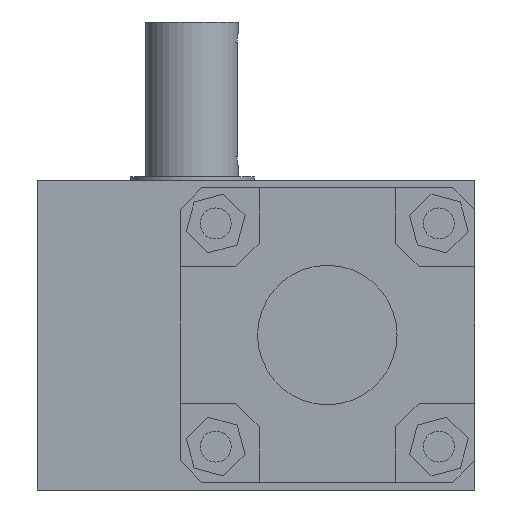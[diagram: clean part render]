
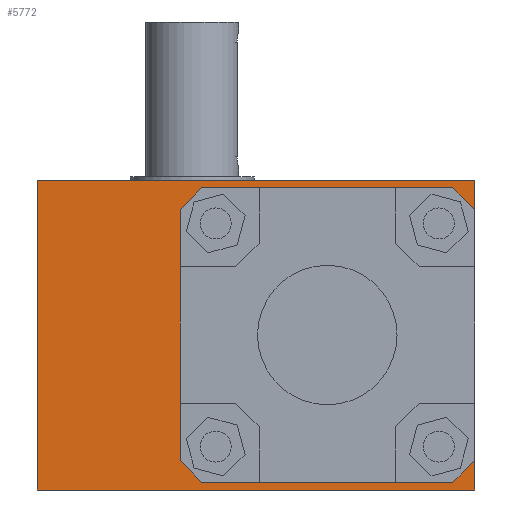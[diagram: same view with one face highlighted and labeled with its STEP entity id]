
A CAD part, left-side view. The second image highlights one B-rep face of the part: STEP entity #5772.
In plain terms, the highlighted planar face has unit normal (-1, 0, 0).
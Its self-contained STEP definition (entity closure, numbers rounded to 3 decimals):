
#222=ORIENTED_EDGE('',*,*,#1271,.T.);
#223=ORIENTED_EDGE('',*,*,#1314,.F.);
#224=ORIENTED_EDGE('',*,*,#1319,.T.);
#225=ORIENTED_EDGE('',*,*,#1280,.F.);
#226=ORIENTED_EDGE('',*,*,#1320,.T.);
#227=ORIENTED_EDGE('',*,*,#1321,.T.);
#228=ORIENTED_EDGE('',*,*,#1322,.T.);
#229=ORIENTED_EDGE('',*,*,#1323,.T.);
#230=ORIENTED_EDGE('',*,*,#1324,.T.);
#231=ORIENTED_EDGE('',*,*,#1325,.T.);
#232=ORIENTED_EDGE('',*,*,#1326,.T.);
#233=ORIENTED_EDGE('',*,*,#1327,.T.);
#234=ORIENTED_EDGE('',*,*,#1328,.T.);
#235=ORIENTED_EDGE('',*,*,#1329,.T.);
#236=ORIENTED_EDGE('',*,*,#1330,.T.);
#237=ORIENTED_EDGE('',*,*,#1331,.T.);
#238=ORIENTED_EDGE('',*,*,#1332,.T.);
#239=ORIENTED_EDGE('',*,*,#1333,.T.);
#240=ORIENTED_EDGE('',*,*,#1334,.T.);
#241=ORIENTED_EDGE('',*,*,#1335,.T.);
#242=ORIENTED_EDGE('',*,*,#1336,.T.);
#243=ORIENTED_EDGE('',*,*,#1337,.T.);
#244=ORIENTED_EDGE('',*,*,#1338,.T.);
#245=ORIENTED_EDGE('',*,*,#1339,.T.);
#246=ORIENTED_EDGE('',*,*,#1340,.T.);
#247=ORIENTED_EDGE('',*,*,#1341,.T.);
#248=ORIENTED_EDGE('',*,*,#1342,.T.);
#249=ORIENTED_EDGE('',*,*,#1343,.T.);
#250=ORIENTED_EDGE('',*,*,#1344,.T.);
#251=ORIENTED_EDGE('',*,*,#1345,.T.);
#252=ORIENTED_EDGE('',*,*,#1346,.T.);
#253=ORIENTED_EDGE('',*,*,#1347,.T.);
#1271=EDGE_CURVE('',#1822,#1823,#2228,.T.);
#1280=EDGE_CURVE('',#1822,#1831,#2232,.T.);
#1314=EDGE_CURVE('',#1862,#1823,#2266,.T.);
#1319=EDGE_CURVE('',#1862,#1831,#2267,.T.);
#1320=EDGE_CURVE('',#1867,#1868,#2268,.T.);
#1321=EDGE_CURVE('',#1868,#1869,#2269,.T.);
#1322=EDGE_CURVE('',#1869,#1870,#2270,.T.);
#1323=EDGE_CURVE('',#1870,#1871,#2271,.T.);
#1324=EDGE_CURVE('',#1871,#1872,#2272,.T.);
#1325=EDGE_CURVE('',#1872,#1873,#2273,.T.);
#1326=EDGE_CURVE('',#1873,#1874,#2274,.T.);
#1327=EDGE_CURVE('',#1874,#1875,#2275,.T.);
#1328=EDGE_CURVE('',#1875,#1876,#2276,.T.);
#1329=EDGE_CURVE('',#1876,#1877,#2277,.T.);
#1330=EDGE_CURVE('',#1877,#1878,#2278,.T.);
#1331=EDGE_CURVE('',#1878,#1879,#2279,.T.);
#1332=EDGE_CURVE('',#1879,#1880,#2280,.T.);
#1333=EDGE_CURVE('',#1880,#1881,#2281,.T.);
#1334=EDGE_CURVE('',#1881,#1882,#2282,.T.);
#1335=EDGE_CURVE('',#1882,#1883,#2283,.T.);
#1336=EDGE_CURVE('',#1883,#1884,#2284,.T.);
#1337=EDGE_CURVE('',#1884,#1885,#2285,.T.);
#1338=EDGE_CURVE('',#1885,#1886,#2286,.T.);
#1339=EDGE_CURVE('',#1886,#1887,#2287,.T.);
#1340=EDGE_CURVE('',#1887,#1888,#2288,.T.);
#1341=EDGE_CURVE('',#1888,#1889,#2289,.T.);
#1342=EDGE_CURVE('',#1889,#1890,#2290,.T.);
#1343=EDGE_CURVE('',#1890,#1891,#2291,.T.);
#1344=EDGE_CURVE('',#1891,#1892,#2292,.T.);
#1345=EDGE_CURVE('',#1892,#1893,#2293,.T.);
#1346=EDGE_CURVE('',#1893,#1894,#2294,.T.);
#1347=EDGE_CURVE('',#1894,#1867,#2295,.T.);
#1822=VERTEX_POINT('',#7457);
#1823=VERTEX_POINT('',#7458);
#1831=VERTEX_POINT('',#7476);
#1862=VERTEX_POINT('',#7542);
#1867=VERTEX_POINT('',#7555);
#1868=VERTEX_POINT('',#7556);
#1869=VERTEX_POINT('',#7558);
#1870=VERTEX_POINT('',#7560);
#1871=VERTEX_POINT('',#7562);
#1872=VERTEX_POINT('',#7564);
#1873=VERTEX_POINT('',#7566);
#1874=VERTEX_POINT('',#7568);
#1875=VERTEX_POINT('',#7570);
#1876=VERTEX_POINT('',#7572);
#1877=VERTEX_POINT('',#7574);
#1878=VERTEX_POINT('',#7576);
#1879=VERTEX_POINT('',#7578);
#1880=VERTEX_POINT('',#7580);
#1881=VERTEX_POINT('',#7582);
#1882=VERTEX_POINT('',#7584);
#1883=VERTEX_POINT('',#7586);
#1884=VERTEX_POINT('',#7588);
#1885=VERTEX_POINT('',#7590);
#1886=VERTEX_POINT('',#7592);
#1887=VERTEX_POINT('',#7594);
#1888=VERTEX_POINT('',#7596);
#1889=VERTEX_POINT('',#7598);
#1890=VERTEX_POINT('',#7600);
#1891=VERTEX_POINT('',#7602);
#1892=VERTEX_POINT('',#7604);
#1893=VERTEX_POINT('',#7606);
#1894=VERTEX_POINT('',#7608);
#2228=LINE('',#7456,#2704);
#2232=LINE('',#7475,#2708);
#2266=LINE('',#7543,#2742);
#2267=LINE('',#7553,#2743);
#2268=LINE('',#7554,#2744);
#2269=LINE('',#7557,#2745);
#2270=LINE('',#7559,#2746);
#2271=LINE('',#7561,#2747);
#2272=LINE('',#7563,#2748);
#2273=LINE('',#7565,#2749);
#2274=LINE('',#7567,#2750);
#2275=LINE('',#7569,#2751);
#2276=LINE('',#7571,#2752);
#2277=LINE('',#7573,#2753);
#2278=LINE('',#7575,#2754);
#2279=LINE('',#7577,#2755);
#2280=LINE('',#7579,#2756);
#2281=LINE('',#7581,#2757);
#2282=LINE('',#7583,#2758);
#2283=LINE('',#7585,#2759);
#2284=LINE('',#7587,#2760);
#2285=LINE('',#7589,#2761);
#2286=LINE('',#7591,#2762);
#2287=LINE('',#7593,#2763);
#2288=LINE('',#7595,#2764);
#2289=LINE('',#7597,#2765);
#2290=LINE('',#7599,#2766);
#2291=LINE('',#7601,#2767);
#2292=LINE('',#7603,#2768);
#2293=LINE('',#7605,#2769);
#2294=LINE('',#7607,#2770);
#2295=LINE('',#7609,#2771);
#2704=VECTOR('',#6342,1000.);
#2708=VECTOR('',#6358,1000.);
#2742=VECTOR('',#6396,1000.);
#2743=VECTOR('',#6407,1000.);
#2744=VECTOR('',#6408,1000.);
#2745=VECTOR('',#6409,1000.);
#2746=VECTOR('',#6410,1000.);
#2747=VECTOR('',#6411,1000.);
#2748=VECTOR('',#6412,1000.);
#2749=VECTOR('',#6413,1000.);
#2750=VECTOR('',#6414,1000.);
#2751=VECTOR('',#6415,1000.);
#2752=VECTOR('',#6416,1000.);
#2753=VECTOR('',#6417,1000.);
#2754=VECTOR('',#6418,1000.);
#2755=VECTOR('',#6419,1000.);
#2756=VECTOR('',#6420,1000.);
#2757=VECTOR('',#6421,1000.);
#2758=VECTOR('',#6422,1000.);
#2759=VECTOR('',#6423,1000.);
#2760=VECTOR('',#6424,1000.);
#2761=VECTOR('',#6425,1000.);
#2762=VECTOR('',#6426,1000.);
#2763=VECTOR('',#6427,1000.);
#2764=VECTOR('',#6428,1000.);
#2765=VECTOR('',#6429,1000.);
#2766=VECTOR('',#6430,1000.);
#2767=VECTOR('',#6431,1000.);
#2768=VECTOR('',#6432,1000.);
#2769=VECTOR('',#6433,1000.);
#2770=VECTOR('',#6434,1000.);
#2771=VECTOR('',#6435,1000.);
#3194=EDGE_LOOP('',(#222,#223,#224,#225));
#3195=EDGE_LOOP('',(#226,#227,#228,#229,#230,#231,#232,#233,#234,#235,#236,
#237,#238,#239,#240,#241,#242,#243,#244,#245,#246,#247,#248,#249,#250,#251,
#252,#253));
#3524=FACE_BOUND('',#3194,.T.);
#3525=FACE_BOUND('',#3195,.T.);
#3859=PLANE('',#6032);
#5772=ADVANCED_FACE('',(#3524,#3525),#3859,.T.);
#6032=AXIS2_PLACEMENT_3D('',#7552,#6405,#6406);
#6342=DIRECTION('',(0.,1.,0.));
#6358=DIRECTION('',(0.,0.,-1.));
#6396=DIRECTION('',(0.,0.,1.));
#6405=DIRECTION('',(-1.,0.,0.));
#6406=DIRECTION('',(0.,0.,1.));
#6407=DIRECTION('',(0.,-1.,0.));
#6408=DIRECTION('',(0.,0.707,-0.707));
#6409=DIRECTION('',(0.,-0.259,-0.966));
#6410=DIRECTION('',(0.,0.259,-0.966));
#6411=DIRECTION('',(0.,-0.707,-0.707));
#6412=DIRECTION('',(0.,0.,-1.));
#6413=DIRECTION('',(0.,0.707,-0.707));
#6414=DIRECTION('',(0.,1.,0.));
#6415=DIRECTION('',(0.,0.707,0.707));
#6416=DIRECTION('',(0.,0.966,-0.259));
#6417=DIRECTION('',(0.,0.966,0.259));
#6418=DIRECTION('',(0.,0.707,-0.707));
#6419=DIRECTION('',(0.,1.,0.));
#6420=DIRECTION('',(0.,0.707,0.707));
#6421=DIRECTION('',(0.,0.,1.));
#6422=DIRECTION('',(0.,-0.707,0.707));
#6423=DIRECTION('',(0.,0.259,0.966));
#6424=DIRECTION('',(0.,-0.259,0.966));
#6425=DIRECTION('',(0.,0.707,0.707));
#6426=DIRECTION('',(0.,0.,1.));
#6427=DIRECTION('',(0.,-0.707,0.707));
#6428=DIRECTION('',(0.,-1.,0.));
#6429=DIRECTION('',(0.,-0.707,-0.707));
#6430=DIRECTION('',(0.,-0.966,0.259));
#6431=DIRECTION('',(0.,-0.966,-0.259));
#6432=DIRECTION('',(0.,-0.707,0.707));
#6433=DIRECTION('',(0.,-1.,0.));
#6434=DIRECTION('',(0.,-0.707,-0.707));
#6435=DIRECTION('',(0.,0.,-1.));
#7456=CARTESIAN_POINT('',(-50.,93.5,50.));
#7457=CARTESIAN_POINT('',(-50.,-47.5,50.));
#7458=CARTESIAN_POINT('',(-50.,93.5,50.));
#7475=CARTESIAN_POINT('',(-50.,-47.5,0.));
#7476=CARTESIAN_POINT('',(-50.,-47.5,-50.));
#7542=CARTESIAN_POINT('',(-50.,93.5,-50.));
#7543=CARTESIAN_POINT('',(-50.,93.5,0.));
#7552=CARTESIAN_POINT('',(-50.,-47.5,0.));
#7553=CARTESIAN_POINT('',(-50.,93.5,-50.));
#7554=CARTESIAN_POINT('',(-50.,-33.957,21.229));
#7555=CARTESIAN_POINT('',(-50.,-45.2,32.472));
#7556=CARTESIAN_POINT('',(-50.,-37.799,25.071));
#7557=CARTESIAN_POINT('',(-50.,-44.617,-0.373));
#7558=CARTESIAN_POINT('',(-50.,-44.517,0.));
#7559=CARTESIAN_POINT('',(-50.,-41.258,-12.163));
#7560=CARTESIAN_POINT('',(-50.,-37.799,-25.071));
#7561=CARTESIAN_POINT('',(-50.,-37.657,-24.929));
#7562=CARTESIAN_POINT('',(-50.,-45.2,-32.472));
#7563=CARTESIAN_POINT('',(-50.,-45.2,-19.6));
#7564=CARTESIAN_POINT('',(-50.,-45.2,-39.2));
#7565=CARTESIAN_POINT('',(-50.,-52.575,-31.825));
#7566=CARTESIAN_POINT('',(-50.,-39.2,-45.2));
#7567=CARTESIAN_POINT('',(-50.,-39.986,-45.2));
#7568=CARTESIAN_POINT('',(-50.,-32.472,-45.2));
#7569=CARTESIAN_POINT('',(-50.,-21.229,-33.957));
#7570=CARTESIAN_POINT('',(-50.,-25.071,-37.799));
#7571=CARTESIAN_POINT('',(-50.,-27.724,-37.088));
#7572=CARTESIAN_POINT('',(-50.,0.,-44.517));
#7573=CARTESIAN_POINT('',(-50.,-4.059,-45.604));
#7574=CARTESIAN_POINT('',(-50.,25.071,-37.799));
#7575=CARTESIAN_POINT('',(-50.,1.179,-13.907));
#7576=CARTESIAN_POINT('',(-50.,32.472,-45.2));
#7577=CARTESIAN_POINT('',(-50.,-4.15,-45.2));
#7578=CARTESIAN_POINT('',(-50.,39.2,-45.2));
#7579=CARTESIAN_POINT('',(-50.,31.825,-52.575));
#7580=CARTESIAN_POINT('',(-50.,45.2,-39.2));
#7581=CARTESIAN_POINT('',(-50.,45.2,-16.236));
#7582=CARTESIAN_POINT('',(-50.,45.2,-32.472));
#7583=CARTESIAN_POINT('',(-50.,10.207,2.521));
#7584=CARTESIAN_POINT('',(-50.,37.799,-25.071));
#7585=CARTESIAN_POINT('',(-50.,41.435,-11.502));
#7586=CARTESIAN_POINT('',(-50.,44.517,0.));
#7587=CARTESIAN_POINT('',(-50.,38.076,24.038));
#7588=CARTESIAN_POINT('',(-50.,37.799,25.071));
#7589=CARTESIAN_POINT('',(-50.,13.907,1.179));
#7590=CARTESIAN_POINT('',(-50.,45.2,32.472));
#7591=CARTESIAN_POINT('',(-50.,45.2,19.6));
#7592=CARTESIAN_POINT('',(-50.,45.2,39.2));
#7593=CARTESIAN_POINT('',(-50.,28.825,55.575));
#7594=CARTESIAN_POINT('',(-50.,39.2,45.2));
#7595=CARTESIAN_POINT('',(-50.,-7.514,45.2));
#7596=CARTESIAN_POINT('',(-50.,32.472,45.2));
#7597=CARTESIAN_POINT('',(-50.,-2.521,10.207));
#7598=CARTESIAN_POINT('',(-50.,25.071,37.799));
#7599=CARTESIAN_POINT('',(-50.,-16.594,48.963));
#7600=CARTESIAN_POINT('',(-50.,0.,44.517));
#7601=CARTESIAN_POINT('',(-50.,-40.259,33.729));
#7602=CARTESIAN_POINT('',(-50.,-25.071,37.799));
#7603=CARTESIAN_POINT('',(-50.,-24.929,37.657));
#7604=CARTESIAN_POINT('',(-50.,-32.472,45.2));
#7605=CARTESIAN_POINT('',(-50.,-43.35,45.2));
#7606=CARTESIAN_POINT('',(-50.,-39.2,45.2));
#7607=CARTESIAN_POINT('',(-50.,-55.575,28.825));
#7608=CARTESIAN_POINT('',(-50.,-45.2,39.2));
#7609=CARTESIAN_POINT('',(-50.,-45.2,16.236));
